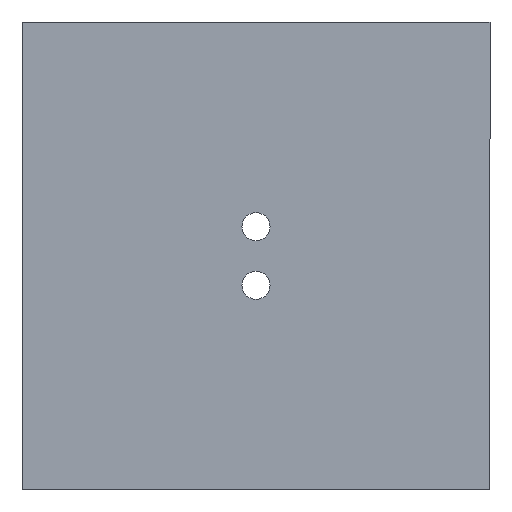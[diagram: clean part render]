
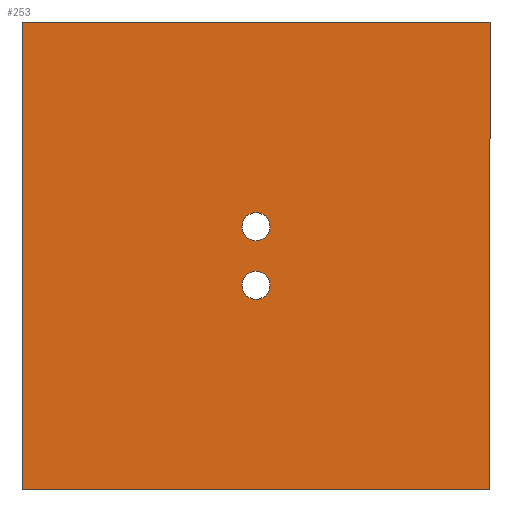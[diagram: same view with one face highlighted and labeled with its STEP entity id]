
A CAD part, front view. The second image highlights one B-rep face of the part: STEP entity #253.
In plain terms, the highlighted planar face has unit normal (0, -1, 0).
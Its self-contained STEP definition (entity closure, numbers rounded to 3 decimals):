
#4 = CIRCLE ( 'NONE', #301, 1.2 ) ;
#10 = CARTESIAN_POINT ( 'NONE',  ( 20., 0., 17.5 ) ) ;
#28 = ORIENTED_EDGE ( 'NONE', *, *, #531, .T. ) ;
#37 = CARTESIAN_POINT ( 'NONE',  ( 20., 0., 17.5 ) ) ;
#50 = CARTESIAN_POINT ( 'NONE',  ( 0., 0., 40. ) ) ;
#51 = CARTESIAN_POINT ( 'NONE',  ( 20., 0., 16.3 ) ) ;
#58 = VERTEX_POINT ( 'NONE', #51 ) ;
#61 = ORIENTED_EDGE ( 'NONE', *, *, #96, .T. ) ;
#66 = FACE_OUTER_BOUND ( 'NONE', #511, .T. ) ;
#69 = FACE_BOUND ( 'NONE', #524, .T. ) ;
#81 = VECTOR ( 'NONE', #313, 1000. ) ;
#82 = LINE ( 'NONE', #159, #383 ) ;
#94 = DIRECTION ( 'NONE',  ( 0., 0., 1. ) ) ;
#96 = EDGE_CURVE ( 'NONE', #144, #187, #231, .T. ) ;
#103 = AXIS2_PLACEMENT_3D ( 'NONE', #163, #202, #508 ) ;
#121 = CARTESIAN_POINT ( 'NONE',  ( 20., 0., 22.5 ) ) ;
#122 = CARTESIAN_POINT ( 'NONE',  ( 40., 0., 40. ) ) ;
#124 = ORIENTED_EDGE ( 'NONE', *, *, #428, .F. ) ;
#125 = EDGE_CURVE ( 'NONE', #58, #338, #4, .T. ) ;
#134 = ORIENTED_EDGE ( 'NONE', *, *, #125, .T. ) ;
#138 = CARTESIAN_POINT ( 'NONE',  ( 0., 0., 0. ) ) ;
#144 = VERTEX_POINT ( 'NONE', #158 ) ;
#158 = CARTESIAN_POINT ( 'NONE',  ( 20., 0., 21.3 ) ) ;
#159 = CARTESIAN_POINT ( 'NONE',  ( 0., 0., 0. ) ) ;
#163 = CARTESIAN_POINT ( 'NONE',  ( 20., 0., 22.5 ) ) ;
#173 = CIRCLE ( 'NONE', #239, 1.2 ) ;
#183 = VERTEX_POINT ( 'NONE', #122 ) ;
#187 = VERTEX_POINT ( 'NONE', #424 ) ;
#194 = DIRECTION ( 'NONE',  ( 0., 1., 0. ) ) ;
#197 = DIRECTION ( 'NONE',  ( 0., 0., 1. ) ) ;
#201 = DIRECTION ( 'NONE',  ( 0., 0., 1. ) ) ;
#202 = DIRECTION ( 'NONE',  ( 0., 1., 0. ) ) ;
#209 = DIRECTION ( 'NONE',  ( 0., 0., 1. ) ) ;
#218 = EDGE_CURVE ( 'NONE', #183, #436, #438, .T. ) ;
#224 = DIRECTION ( 'NONE',  ( 0., 0., -1. ) ) ;
#228 = ORIENTED_EDGE ( 'NONE', *, *, #218, .F. ) ;
#231 = CIRCLE ( 'NONE', #309, 1.2 ) ;
#232 = LINE ( 'NONE', #492, #411 ) ;
#239 = AXIS2_PLACEMENT_3D ( 'NONE', #37, #194, #197 ) ;
#253 = ADVANCED_FACE ( 'NONE', ( #69, #471, #66 ), #441, .F. ) ;
#288 = DIRECTION ( 'NONE',  ( 0., 1., 0. ) ) ;
#299 = EDGE_LOOP ( 'NONE', ( #28, #61 ) ) ;
#301 = AXIS2_PLACEMENT_3D ( 'NONE', #10, #337, #365 ) ;
#303 = ORIENTED_EDGE ( 'NONE', *, *, #404, .T. ) ;
#308 = CARTESIAN_POINT ( 'NONE',  ( 0., 0., 0. ) ) ;
#309 = AXIS2_PLACEMENT_3D ( 'NONE', #121, #288, #201 ) ;
#313 = DIRECTION ( 'NONE',  ( -1., 0., 0. ) ) ;
#316 = DIRECTION ( 'NONE',  ( 1., 0., 0. ) ) ;
#337 = DIRECTION ( 'NONE',  ( 0., 1., 0. ) ) ;
#338 = VERTEX_POINT ( 'NONE', #427 ) ;
#340 = ORIENTED_EDGE ( 'NONE', *, *, #454, .F. ) ;
#348 = DIRECTION ( 'NONE',  ( 0., 1., 0. ) ) ;
#353 = EDGE_CURVE ( 'NONE', #514, #183, #232, .T. ) ;
#356 = CARTESIAN_POINT ( 'NONE',  ( 0., 0., 0. ) ) ;
#365 = DIRECTION ( 'NONE',  ( 0., 0., 1. ) ) ;
#383 = VECTOR ( 'NONE', #209, 1000. ) ;
#385 = VERTEX_POINT ( 'NONE', #356 ) ;
#403 = VECTOR ( 'NONE', #224, 1000. ) ;
#404 = EDGE_CURVE ( 'NONE', #338, #58, #173, .T. ) ;
#411 = VECTOR ( 'NONE', #316, 1000. ) ;
#424 = CARTESIAN_POINT ( 'NONE',  ( 20., 0., 23.7 ) ) ;
#427 = CARTESIAN_POINT ( 'NONE',  ( 20., 0., 18.7 ) ) ;
#428 = EDGE_CURVE ( 'NONE', #436, #385, #529, .T. ) ;
#430 = AXIS2_PLACEMENT_3D ( 'NONE', #138, #348, #94 ) ;
#436 = VERTEX_POINT ( 'NONE', #485 ) ;
#438 = LINE ( 'NONE', #527, #403 ) ;
#441 = PLANE ( 'NONE',  #430 ) ;
#454 = EDGE_CURVE ( 'NONE', #385, #514, #82, .T. ) ;
#467 = ORIENTED_EDGE ( 'NONE', *, *, #353, .F. ) ;
#471 = FACE_BOUND ( 'NONE', #299, .T. ) ;
#485 = CARTESIAN_POINT ( 'NONE',  ( 40., 0., 0. ) ) ;
#492 = CARTESIAN_POINT ( 'NONE',  ( 0., 0., 40. ) ) ;
#508 = DIRECTION ( 'NONE',  ( 0., 0., 1. ) ) ;
#511 = EDGE_LOOP ( 'NONE', ( #340, #124, #228, #467 ) ) ;
#514 = VERTEX_POINT ( 'NONE', #50 ) ;
#524 = EDGE_LOOP ( 'NONE', ( #303, #134 ) ) ;
#527 = CARTESIAN_POINT ( 'NONE',  ( 40., 0., 0. ) ) ;
#529 = LINE ( 'NONE', #308, #81 ) ;
#531 = EDGE_CURVE ( 'NONE', #187, #144, #537, .T. ) ;
#537 = CIRCLE ( 'NONE', #103, 1.2 ) ;
